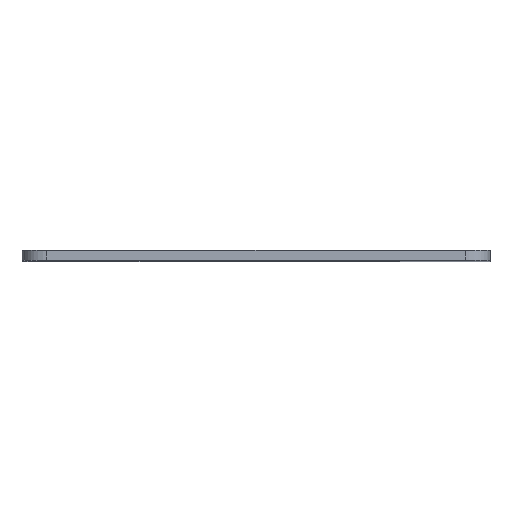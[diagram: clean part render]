
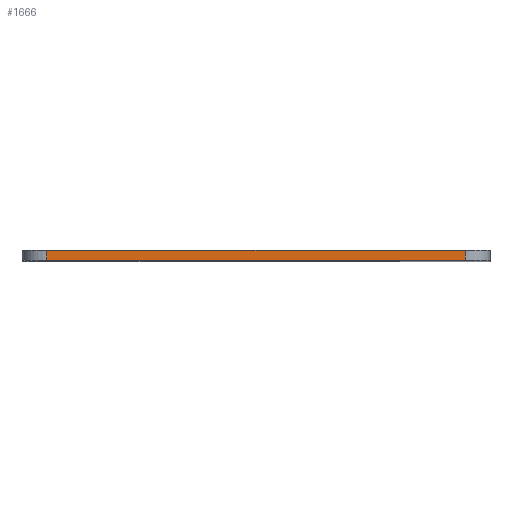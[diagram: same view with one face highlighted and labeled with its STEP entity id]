
A CAD part, top view. The second image highlights one B-rep face of the part: STEP entity #1666.
In plain terms, the highlighted planar face has unit normal (0, 0, 1).
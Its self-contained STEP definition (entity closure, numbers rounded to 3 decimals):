
#56=FACE_OUTER_BOUND('',#136,.T.);
#136=EDGE_LOOP('',(#1091,#1092,#1093,#1094));
#255=LINE('',#2321,#475);
#257=LINE('',#2327,#477);
#258=LINE('',#2329,#478);
#259=LINE('',#2330,#479);
#475=VECTOR('',#1911,10.);
#477=VECTOR('',#1917,10.);
#478=VECTOR('',#1918,10.);
#479=VECTOR('',#1919,10.);
#684=VERTEX_POINT('',#2318);
#685=VERTEX_POINT('',#2320);
#687=VERTEX_POINT('',#2326);
#688=VERTEX_POINT('',#2328);
#848=EDGE_CURVE('',#684,#685,#255,.T.);
#851=EDGE_CURVE('',#684,#687,#257,.T.);
#852=EDGE_CURVE('',#687,#688,#258,.T.);
#853=EDGE_CURVE('',#685,#688,#259,.T.);
#1091=ORIENTED_EDGE('',*,*,#851,.T.);
#1092=ORIENTED_EDGE('',*,*,#852,.T.);
#1093=ORIENTED_EDGE('',*,*,#853,.F.);
#1094=ORIENTED_EDGE('',*,*,#848,.F.);
#1507=PLANE('',#1772);
#1666=ADVANCED_FACE('',(#56),#1507,.T.);
#1772=AXIS2_PLACEMENT_3D('',#2325,#1915,#1916);
#1911=DIRECTION('',(0.,1.,0.));
#1915=DIRECTION('center_axis',(0.,0.,1.));
#1916=DIRECTION('ref_axis',(1.,0.,0.));
#1917=DIRECTION('',(1.,0.,0.));
#1918=DIRECTION('',(0.,1.,0.));
#1919=DIRECTION('',(1.,0.,0.));
#2318=CARTESIAN_POINT('',(-90.,4.,150.));
#2320=CARTESIAN_POINT('',(-90.,8.,150.));
#2321=CARTESIAN_POINT('',(-90.,4.,150.));
#2325=CARTESIAN_POINT('Origin',(-90.,4.,150.));
#2326=CARTESIAN_POINT('',(78.,4.,150.));
#2327=CARTESIAN_POINT('',(-90.,4.,150.));
#2328=CARTESIAN_POINT('',(78.,8.,150.));
#2329=CARTESIAN_POINT('',(78.,4.,150.));
#2330=CARTESIAN_POINT('',(-90.,8.,150.));
